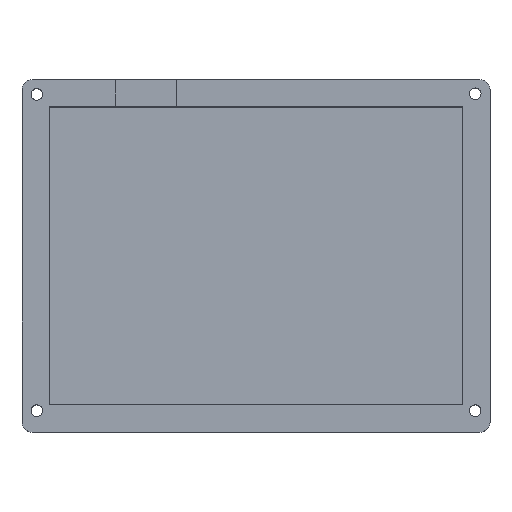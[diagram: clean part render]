
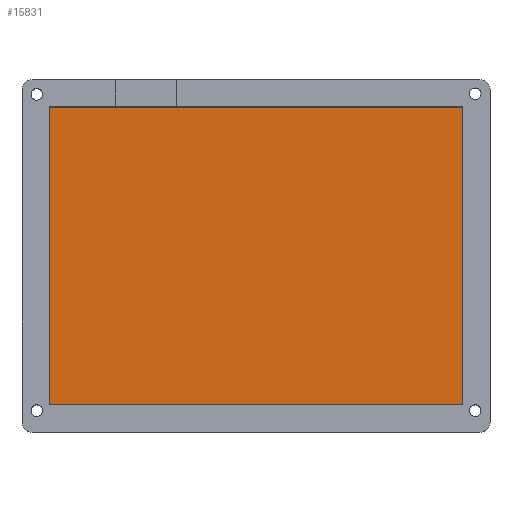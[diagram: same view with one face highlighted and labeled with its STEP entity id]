
A CAD part, top view. The second image highlights one B-rep face of the part: STEP entity #15831.
In plain terms, the highlighted planar face has unit normal (0, 0, 1).
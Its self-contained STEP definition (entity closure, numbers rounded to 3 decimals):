
#2025=PLANE('',#16157);
#2868=FACE_OUTER_BOUND('',#3782,.T.);
#3782=EDGE_LOOP('',(#14910,#14911,#14912,#14913));
#5024=LINE('',#32266,#6258);
#5025=LINE('',#32268,#6259);
#5026=LINE('',#32270,#6260);
#5027=LINE('',#32271,#6261);
#6258=VECTOR('',#17992,10.);
#6259=VECTOR('',#17993,10.);
#6260=VECTOR('',#17994,10.);
#6261=VECTOR('',#17995,10.);
#7866=VERTEX_POINT('',#32264);
#7867=VERTEX_POINT('',#32265);
#7868=VERTEX_POINT('',#32267);
#7869=VERTEX_POINT('',#32269);
#10224=EDGE_CURVE('',#7866,#7867,#5024,.T.);
#10225=EDGE_CURVE('',#7868,#7866,#5025,.T.);
#10226=EDGE_CURVE('',#7869,#7868,#5026,.T.);
#10227=EDGE_CURVE('',#7867,#7869,#5027,.T.);
#14910=ORIENTED_EDGE('',*,*,#10224,.F.);
#14911=ORIENTED_EDGE('',*,*,#10225,.F.);
#14912=ORIENTED_EDGE('',*,*,#10226,.F.);
#14913=ORIENTED_EDGE('',*,*,#10227,.F.);
#15831=ADVANCED_FACE('',(#2868),#2025,.T.);
#16157=AXIS2_PLACEMENT_3D('',#32263,#17990,#17991);
#17990=DIRECTION('center_axis',(0.,0.,1.));
#17991=DIRECTION('ref_axis',(1.,0.,0.));
#17992=DIRECTION('',(-1.,0.,0.));
#17993=DIRECTION('',(0.,-1.,0.));
#17994=DIRECTION('',(1.,0.,0.));
#17995=DIRECTION('',(0.,1.,0.));
#32263=CARTESIAN_POINT('Origin',(24.912,36.486,3.));
#32264=CARTESIAN_POINT('',(85.401,-7.129,3.));
#32265=CARTESIAN_POINT('',(-35.577,-7.129,3.));
#32266=CARTESIAN_POINT('',(55.157,-7.129,3.));
#32267=CARTESIAN_POINT('',(85.401,80.101,3.));
#32268=CARTESIAN_POINT('',(85.401,58.293,3.));
#32269=CARTESIAN_POINT('',(-35.577,80.101,3.));
#32270=CARTESIAN_POINT('',(-5.332,80.101,3.));
#32271=CARTESIAN_POINT('',(-35.577,14.678,3.));
